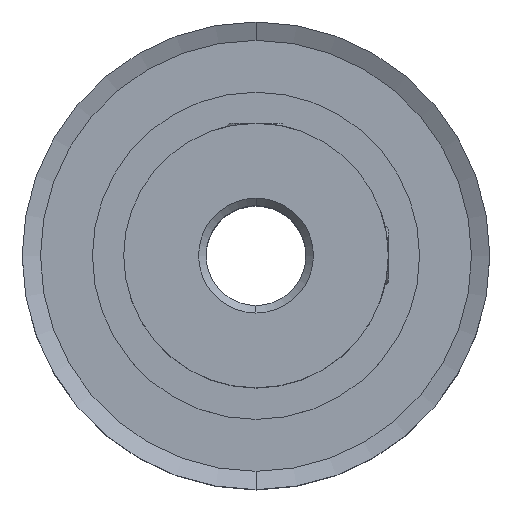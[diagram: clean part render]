
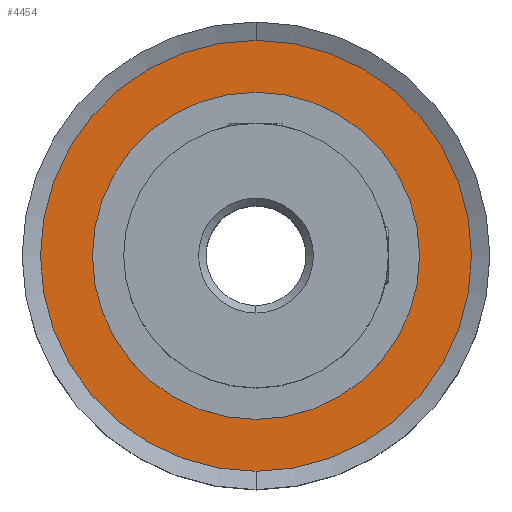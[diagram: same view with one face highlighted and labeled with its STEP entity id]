
A CAD part, top view. The second image highlights one B-rep face of the part: STEP entity #4454.
In plain terms, the highlighted planar face has unit normal (0, 0, 1).
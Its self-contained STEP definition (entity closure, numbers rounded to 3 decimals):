
#579=CARTESIAN_POINT('',(0.,0.,-0.49));
#580=DIRECTION('',(0.,0.,-1.));
#581=DIRECTION('',(1.,0.,0.));
#582=AXIS2_PLACEMENT_3D('',#579,#580,#581);
#588=CARTESIAN_POINT('',(0.,0.,-0.49));
#589=DIRECTION('',(0.,0.,1.));
#590=DIRECTION('',(0.,1.,0.));
#591=AXIS2_PLACEMENT_3D('',#588,#589,#590);
#593=CARTESIAN_POINT('',(0.,0.,-0.49));
#594=DIRECTION('',(0.,0.,-1.));
#595=DIRECTION('',(0.,1.,0.));
#596=AXIS2_PLACEMENT_3D('',#593,#594,#595);
#3097=CARTESIAN_POINT('',(0.,0.,-0.49));
#3098=DIRECTION('',(0.,0.,-1.));
#3099=DIRECTION('',(-1.,0.,0.));
#3100=AXIS2_PLACEMENT_3D('',#3097,#3098,#3099);
#3547=CARTESIAN_POINT('',(0.,12.95,-0.49));
#3548=VERTEX_POINT('',#3547);
#3553=CARTESIAN_POINT('',(0.,-12.95,-0.49));
#3554=VERTEX_POINT('',#3553);
#3595=CARTESIAN_POINT('',(9.83,0.,-0.49));
#3596=CARTESIAN_POINT('',(-9.83,0.,-0.49));
#3597=VERTEX_POINT('',#3595);
#3598=VERTEX_POINT('',#3596);
#4438=CARTESIAN_POINT('',(0.,0.,-0.49));
#4439=DIRECTION('',(0.,0.,-1.));
#4440=DIRECTION('',(0.,-1.,0.));
#4441=AXIS2_PLACEMENT_3D('',#4438,#4439,#4440);
#4442=PLANE('',#4441);
#4444=ORIENTED_EDGE('',*,*,#4443,.F.);
#4446=ORIENTED_EDGE('',*,*,#4445,.T.);
#4447=EDGE_LOOP('',(#4444,#4446));
#4448=FACE_OUTER_BOUND('',#4447,.F.);
#4449=ORIENTED_EDGE('',*,*,#4428,.F.);
#4451=ORIENTED_EDGE('',*,*,#4450,.F.);
#4452=EDGE_LOOP('',(#4449,#4451));
#4453=FACE_BOUND('',#4452,.F.);
#583=CIRCLE('',#582,9.83);
#592=CIRCLE('',#591,12.95);
#597=CIRCLE('',#596,12.95);
#3101=CIRCLE('',#3100,9.83);
#4428=EDGE_CURVE('',#3597,#3598,#583,.T.);
#4443=EDGE_CURVE('',#3548,#3554,#592,.T.);
#4445=EDGE_CURVE('',#3548,#3554,#597,.T.);
#4450=EDGE_CURVE('',#3598,#3597,#3101,.T.);
#4454=ADVANCED_FACE('',(#4448,#4453),#4442,.F.);
